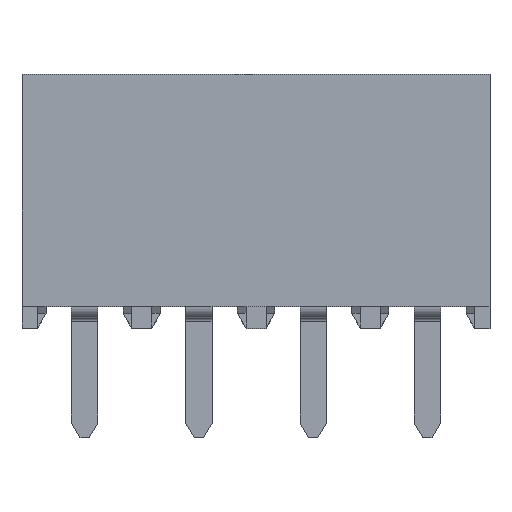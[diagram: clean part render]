
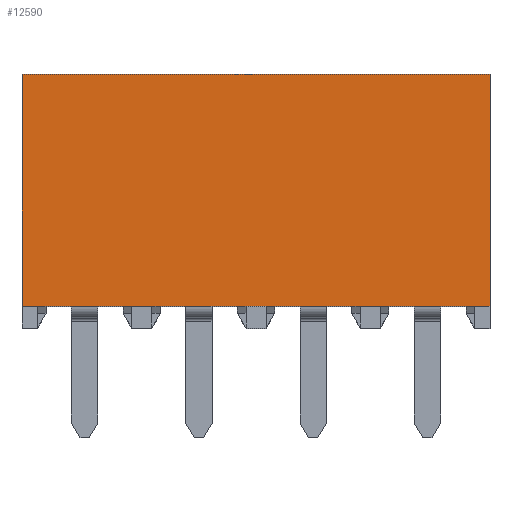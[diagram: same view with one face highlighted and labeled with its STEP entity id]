
A CAD part, top view. The second image highlights one B-rep face of the part: STEP entity #12590.
In plain terms, the highlighted planar face has unit normal (0, 0, 1).
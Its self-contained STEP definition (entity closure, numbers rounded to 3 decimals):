
#113=DIRECTION('',(1.,0.,0.));
#114=VECTOR('',#113,8.19);
#115=CARTESIAN_POINT('',(-4.095,-1.84,2.095));
#116=LINE('',#115,#114);
#3705=DIRECTION('',(0.,-1.,0.));
#3706=VECTOR('',#3705,4.06);
#3707=CARTESIAN_POINT('',(-4.095,2.22,2.095));
#3708=LINE('',#3707,#3706);
#3709=DIRECTION('',(-1.,0.,0.));
#3710=VECTOR('',#3709,8.19);
#3711=CARTESIAN_POINT('',(4.095,2.22,2.095));
#3712=LINE('',#3711,#3710);
#3713=DIRECTION('',(0.,1.,0.));
#3714=VECTOR('',#3713,4.06);
#3715=CARTESIAN_POINT('',(4.095,-1.84,2.095));
#3716=LINE('',#3715,#3714);
#5433=CARTESIAN_POINT('',(4.095,2.22,2.095));
#5434=CARTESIAN_POINT('',(-4.095,2.22,2.095));
#5435=VERTEX_POINT('',#5433);
#5436=VERTEX_POINT('',#5434);
#5537=CARTESIAN_POINT('',(-4.095,-1.84,2.095));
#5538=VERTEX_POINT('',#5537);
#5549=CARTESIAN_POINT('',(4.095,-1.84,2.095));
#5550=VERTEX_POINT('',#5549);
#12578=CARTESIAN_POINT('',(0.,0.,2.095));
#12579=DIRECTION('',(0.,0.,1.));
#12580=DIRECTION('',(1.,0.,0.));
#12581=AXIS2_PLACEMENT_3D('',#12578,#12579,#12580);
#12582=PLANE('',#12581);
#12583=ORIENTED_EDGE('',*,*,#7184,.F.);
#12585=ORIENTED_EDGE('',*,*,#12584,.F.);
#12586=ORIENTED_EDGE('',*,*,#7934,.F.);
#12587=ORIENTED_EDGE('',*,*,#7888,.F.);
#12588=EDGE_LOOP('',(#12583,#12585,#12586,#12587));
#12589=FACE_OUTER_BOUND('',#12588,.F.);
#12590=ADVANCED_FACE('',(#12589),#12582,.T.);
#7184=EDGE_CURVE('',#5538,#5550,#116,.T.);
#7888=EDGE_CURVE('',#5550,#5435,#3716,.T.);
#7934=EDGE_CURVE('',#5435,#5436,#3712,.T.);
#12584=EDGE_CURVE('',#5436,#5538,#3708,.T.);
